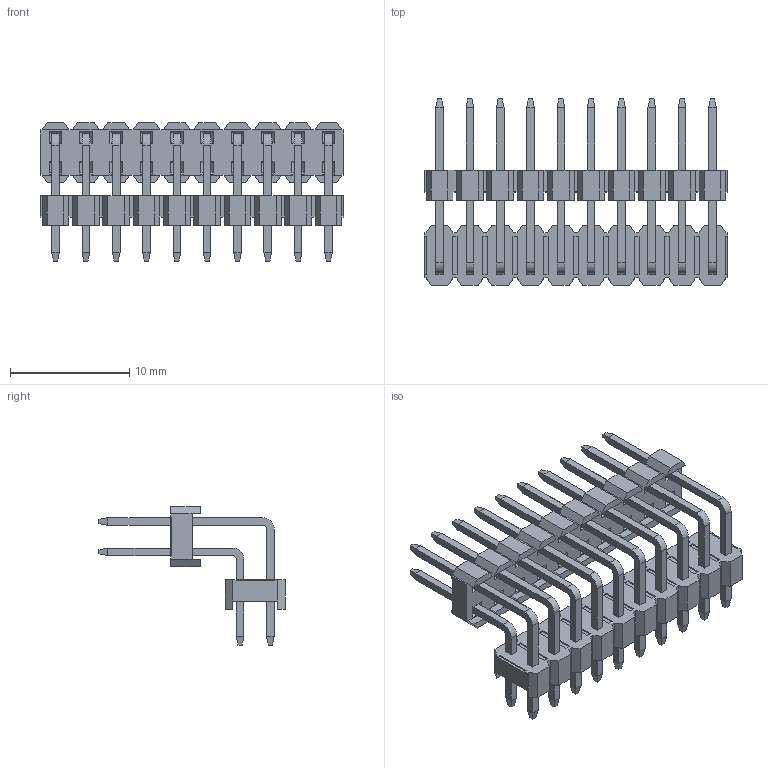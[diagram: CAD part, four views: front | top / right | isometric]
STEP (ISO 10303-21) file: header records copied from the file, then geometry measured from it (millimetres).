
FILE_DESCRIPTION( ('This file contains a STEP AP42 implementation' ,'as created by ZW3D STEP Interface translator.') ,'2;1' );
FILE_NAME( '1125-22XXXXRXXXXXXX(笢潔俔肮砃).stp' ,'23 331.15 5 3', (''), ('ZWCAD Software Co.'), 'Version 1.0', 'ZW3D to STEP translator', '' );
FILE_SCHEMA(('AUTOMOTIVE_DESIGN { 1 0 10303 214 1 1 1 1 }'));
Length unit declared in the file: millimetre
Products named in the file (2): 0; 1125-2220XXR193XXXX(笢潔俔肮砃)
Bounding box: 25.4 x 15.59 x 11.59 mm (x, y, z)
Volume: 596.9 mm3; surface area: 2137.1 mm2
Topology: 22 solids, 22 shells, 1038 faces, 2528 edges, 1552 vertices
Faces by surface type: plane 998, cylinder 40
Entity records: 30505 total; most frequent: CARTESIAN_POINT 5119, ORIENTED_EDGE 5056, DIRECTION 4686, EDGE_CURVE 2528, VECTOR 2448, LINE 2448, VERTEX_POINT 1552, EDGE_LOOP 1136
